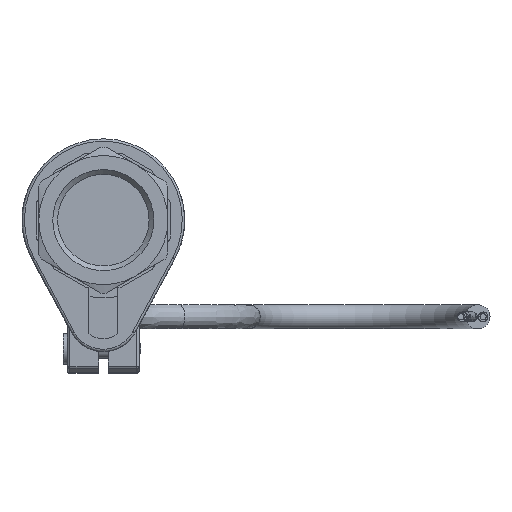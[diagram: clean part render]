
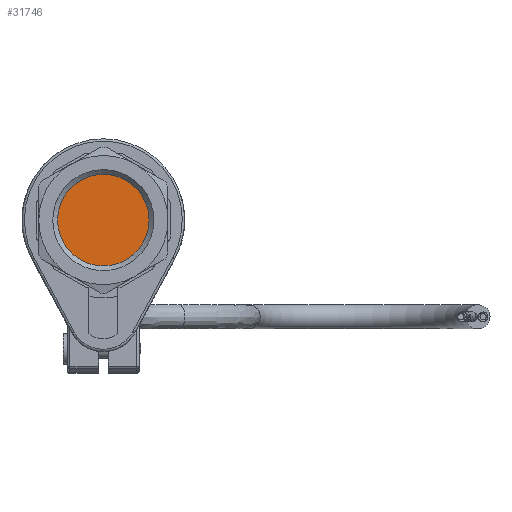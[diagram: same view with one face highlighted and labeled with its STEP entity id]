
A CAD part, left-side view. The second image highlights one B-rep face of the part: STEP entity #31746.
In plain terms, the highlighted planar face has unit normal (-1, 0, 0).
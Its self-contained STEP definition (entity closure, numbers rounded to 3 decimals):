
#1560=CIRCLE('',#32126,9.565);
#7723=ORIENTED_EDGE('',*,*,#9523,.F.);
#9523=EDGE_CURVE('',#12821,#12821,#1560,.T.);
#12821=VERTEX_POINT('',#42955);
#19087=EDGE_LOOP('',(#7723));
#20572=FACE_BOUND('',#19087,.T.);
#21548=PLANE('',#33324);
#31746=ADVANCED_FACE('',(#20572),#21548,.F.);
#32126=AXIS2_PLACEMENT_3D('',#42954,#34087,#34088);
#33324=AXIS2_PLACEMENT_3D('',#57144,#37736,#37737);
#34087=DIRECTION('',(1.,0.,0.));
#34088=DIRECTION('',(0.,0.,-1.));
#37736=DIRECTION('',(1.,0.,0.));
#37737=DIRECTION('',(0.,0.,-1.));
#42954=CARTESIAN_POINT('',(5.,0.,0.));
#42955=CARTESIAN_POINT('',(5.,0.,-9.565));
#57144=CARTESIAN_POINT('',(5.,0.,11.613));
